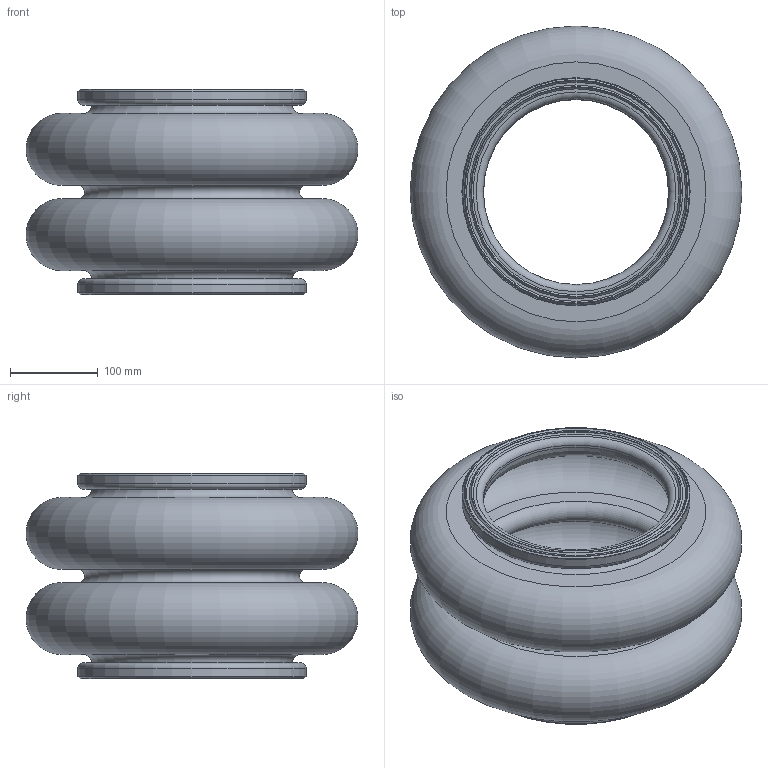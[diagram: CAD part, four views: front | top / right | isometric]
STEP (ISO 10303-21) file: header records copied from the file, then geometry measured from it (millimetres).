
FILE_DESCRIPTION(/* description */ (''),/* implementation_level */ '2;1');
FILE_NAME(/* name */ '6W-380x2T-01.stp',/* time_stamp */ '2023-08-30T14:24:55+02:00',/* author */ (''),/* organization */ (''),/* preprocessor_version */ 'ST-DEVELOPER v18.102',/* originating_system */ 'SIEMENS PLM Software NX2206.4001',/* authorisation */ '');
FILE_SCHEMA (('AUTOMOTIVE_DESIGN { 1 0 10303 214 3 1 1 1 }'));
Length unit declared in the file: millimetre
Products named in the file (1): 6W-380x2T-01_objects
Bounding box: 377.9 x 377.9 x 234 mm (x, y, z)
Volume: 2478610.1 mm3; surface area: 897752.9 mm2
Topology: 1 solids, 1 shells, 48 faces, 88 edges, 54 vertices
Faces by surface type: torus 20, plane 14, cone 10, cylinder 4
Full cylindrical faces by diameter (mm): 228 x2, 260 x2
Entity records: 1000 total; most frequent: DIRECTION 194, CARTESIAN_POINT 145, AXIS2_PLACEMENT_3D 97, FACE_BOUND 96, EDGE_LOOP 96, ORIENTED_EDGE 96, ADVANCED_FACE 48, VERTEX_POINT 48
